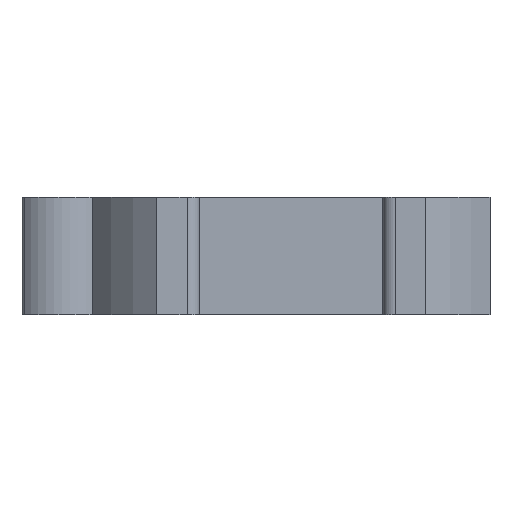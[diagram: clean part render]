
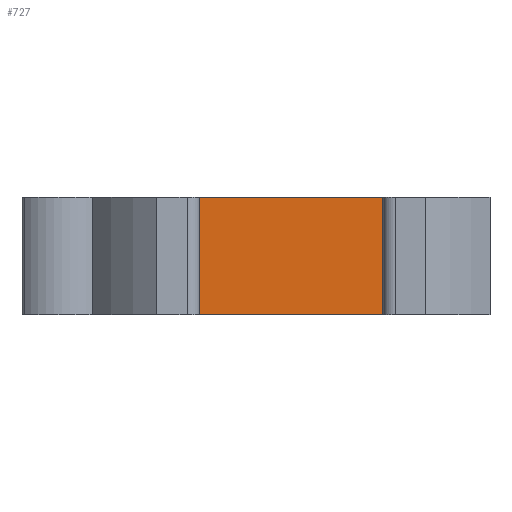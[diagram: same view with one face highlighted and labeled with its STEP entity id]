
A CAD part, front view. The second image highlights one B-rep face of the part: STEP entity #727.
In plain terms, the highlighted planar face has unit normal (0, -1, 0).
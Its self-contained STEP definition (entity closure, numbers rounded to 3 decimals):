
#32=PLANE('',#814);
#67=FACE_OUTER_BOUND('',#105,.T.);
#105=EDGE_LOOP('',(#619,#620,#621,#622));
#154=LINE('',#1165,#228);
#165=LINE('',#1200,#239);
#177=LINE('',#1231,#251);
#178=LINE('',#1232,#252);
#228=VECTOR('',#942,10.);
#239=VECTOR('',#975,10.);
#251=VECTOR('',#1011,10.);
#252=VECTOR('',#1012,10.);
#336=VERTEX_POINT('',#1162);
#337=VERTEX_POINT('',#1164);
#350=VERTEX_POINT('',#1198);
#357=VERTEX_POINT('',#1230);
#423=EDGE_CURVE('',#337,#336,#154,.T.);
#441=EDGE_CURVE('',#336,#350,#165,.T.);
#456=EDGE_CURVE('',#357,#350,#177,.T.);
#457=EDGE_CURVE('',#337,#357,#178,.T.);
#619=ORIENTED_EDGE('',*,*,#423,.T.);
#620=ORIENTED_EDGE('',*,*,#441,.T.);
#621=ORIENTED_EDGE('',*,*,#456,.F.);
#622=ORIENTED_EDGE('',*,*,#457,.F.);
#727=ADVANCED_FACE('',(#67),#32,.T.);
#814=AXIS2_PLACEMENT_3D('',#1229,#1009,#1010);
#942=DIRECTION('',(1.,0.,0.));
#975=DIRECTION('',(0.,0.,1.));
#1009=DIRECTION('center_axis',(0.,-1.,0.));
#1010=DIRECTION('ref_axis',(1.,0.,0.));
#1011=DIRECTION('',(1.,0.,0.));
#1012=DIRECTION('',(0.,0.,1.));
#1162=CARTESIAN_POINT('',(15.37,21.125,0.));
#1164=CARTESIAN_POINT('',(-15.37,21.125,0.));
#1165=CARTESIAN_POINT('',(-15.37,21.125,0.));
#1198=CARTESIAN_POINT('',(15.37,21.125,14.25));
#1200=CARTESIAN_POINT('',(15.37,21.125,0.));
#1229=CARTESIAN_POINT('Origin',(-15.37,21.125,0.));
#1230=CARTESIAN_POINT('',(-15.37,21.125,14.25));
#1231=CARTESIAN_POINT('',(-15.37,21.125,14.25));
#1232=CARTESIAN_POINT('',(-15.37,21.125,0.));
